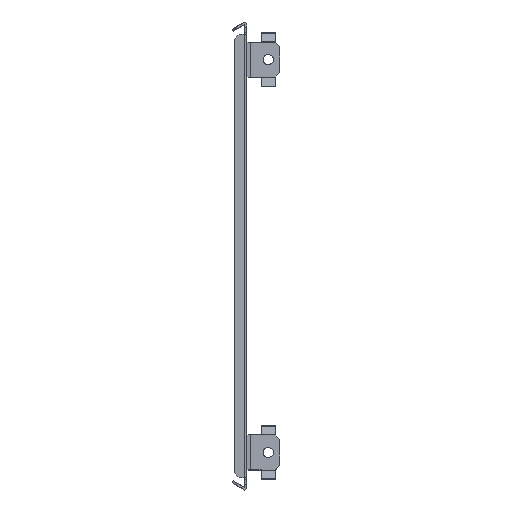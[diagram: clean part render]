
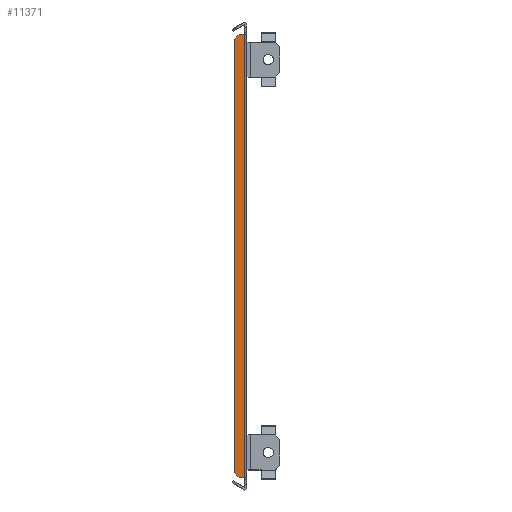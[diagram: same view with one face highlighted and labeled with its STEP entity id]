
A CAD part, front view. The second image highlights one B-rep face of the part: STEP entity #11371.
In plain terms, the highlighted planar face has unit normal (0, -1, 0).
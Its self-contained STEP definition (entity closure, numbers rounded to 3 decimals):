
#90 = EDGE_CURVE ( 'NONE', #23272, #11348, #9240, .T. ) ;
#340 = VECTOR ( 'NONE', #7946, 1000. ) ;
#526 = DIRECTION ( 'NONE',  ( 1., 0., 0. ) ) ;
#827 = EDGE_LOOP ( 'NONE', ( #2699, #10626, #23834, #3467, #2217, #20690, #6962, #5972 ) ) ;
#1018 = VECTOR ( 'NONE', #15003, 1000. ) ;
#1856 = EDGE_CURVE ( 'NONE', #5550, #19841, #10502, .T. ) ;
#2217 = ORIENTED_EDGE ( 'NONE', *, *, #90, .T. ) ;
#2325 = CARTESIAN_POINT ( 'NONE',  ( -8., -353., 137.897 ) ) ;
#2699 = ORIENTED_EDGE ( 'NONE', *, *, #4026, .T. ) ;
#3004 = CARTESIAN_POINT ( 'NONE',  ( -2.5, -353., 140.897 ) ) ;
#3467 = ORIENTED_EDGE ( 'NONE', *, *, #8436, .F. ) ;
#4026 = EDGE_CURVE ( 'NONE', #19841, #13055, #13306, .T. ) ;
#4210 = AXIS2_PLACEMENT_3D ( 'NONE', #13542, #17376, #17774 ) ;
#4398 = DIRECTION ( 'NONE',  ( 0.707, 0., -0.707 ) ) ;
#5550 = VERTEX_POINT ( 'NONE', #11414 ) ;
#5972 = ORIENTED_EDGE ( 'NONE', *, *, #1856, .T. ) ;
#5982 = VERTEX_POINT ( 'NONE', #21098 ) ;
#6186 = CARTESIAN_POINT ( 'NONE',  ( 0., -353., 140.897 ) ) ;
#6188 = VECTOR ( 'NONE', #11522, 1000. ) ;
#6639 = LINE ( 'NONE', #14742, #1018 ) ;
#6833 = DIRECTION ( 'NONE',  ( -1., 0., 0. ) ) ;
#6962 = ORIENTED_EDGE ( 'NONE', *, *, #17755, .T. ) ;
#7381 = DIRECTION ( 'NONE',  ( 1., 0., 0. ) ) ;
#7710 = CARTESIAN_POINT ( 'NONE',  ( 0., -353., 140.897 ) ) ;
#7946 = DIRECTION ( 'NONE',  ( -0.707, 0., -0.707 ) ) ;
#8436 = EDGE_CURVE ( 'NONE', #23272, #17975, #9175, .T. ) ;
#8571 = VECTOR ( 'NONE', #9691, 1000. ) ;
#8849 = CARTESIAN_POINT ( 'NONE',  ( 0., -353., 140.897 ) ) ;
#8919 = CARTESIAN_POINT ( 'NONE',  ( 0., -353., -140.897 ) ) ;
#9017 = CARTESIAN_POINT ( 'NONE',  ( -5., -353., 140.897 ) ) ;
#9175 = LINE ( 'NONE', #7710, #8571 ) ;
#9240 = LINE ( 'NONE', #8849, #26017 ) ;
#9443 = VECTOR ( 'NONE', #7381, 1000. ) ;
#9494 = CARTESIAN_POINT ( 'NONE',  ( -2.5, -353., -140.897 ) ) ;
#9691 = DIRECTION ( 'NONE',  ( 1., 0., 0. ) ) ;
#10122 = CARTESIAN_POINT ( 'NONE',  ( -72.948, -353., -72.948 ) ) ;
#10317 = EDGE_CURVE ( 'NONE', #11348, #10443, #15906, .T. ) ;
#10443 = VERTEX_POINT ( 'NONE', #2325 ) ;
#10502 = LINE ( 'NONE', #10122, #17217 ) ;
#10626 = ORIENTED_EDGE ( 'NONE', *, *, #22373, .T. ) ;
#11348 = VERTEX_POINT ( 'NONE', #9017 ) ;
#11371 = ADVANCED_FACE ( 'NONE', ( #23774 ), #15914, .F. ) ;
#11414 = CARTESIAN_POINT ( 'NONE',  ( -8., -353., -137.897 ) ) ;
#11522 = DIRECTION ( 'NONE',  ( 0., 0., -1. ) ) ;
#11746 = LINE ( 'NONE', #9494, #9443 ) ;
#12657 = VECTOR ( 'NONE', #526, 1000. ) ;
#13055 = VERTEX_POINT ( 'NONE', #21467 ) ;
#13306 = LINE ( 'NONE', #8919, #12657 ) ;
#13526 = CARTESIAN_POINT ( 'NONE',  ( -8., -353., 0. ) ) ;
#13542 = CARTESIAN_POINT ( 'NONE',  ( 0., -353., 0. ) ) ;
#14222 = CARTESIAN_POINT ( 'NONE',  ( -5., -353., -140.897 ) ) ;
#14742 = CARTESIAN_POINT ( 'NONE',  ( 0., -353., 0. ) ) ;
#15003 = DIRECTION ( 'NONE',  ( 0., 0., 1. ) ) ;
#15906 = LINE ( 'NONE', #24027, #340 ) ;
#15914 = PLANE ( 'NONE',  #4210 ) ;
#17217 = VECTOR ( 'NONE', #4398, 1000. ) ;
#17257 = EDGE_CURVE ( 'NONE', #5982, #17975, #6639, .T. ) ;
#17376 = DIRECTION ( 'NONE',  ( 0., 1., 0. ) ) ;
#17755 = EDGE_CURVE ( 'NONE', #10443, #5550, #21215, .T. ) ;
#17774 = DIRECTION ( 'NONE',  ( -1., 0., 0. ) ) ;
#17975 = VERTEX_POINT ( 'NONE', #6186 ) ;
#19841 = VERTEX_POINT ( 'NONE', #14222 ) ;
#20690 = ORIENTED_EDGE ( 'NONE', *, *, #10317, .T. ) ;
#21098 = CARTESIAN_POINT ( 'NONE',  ( 0., -353., -140.897 ) ) ;
#21215 = LINE ( 'NONE', #13526, #6188 ) ;
#21467 = CARTESIAN_POINT ( 'NONE',  ( -2.5, -353., -140.897 ) ) ;
#22373 = EDGE_CURVE ( 'NONE', #13055, #5982, #11746, .T. ) ;
#23272 = VERTEX_POINT ( 'NONE', #3004 ) ;
#23774 = FACE_OUTER_BOUND ( 'NONE', #827, .T. ) ;
#23834 = ORIENTED_EDGE ( 'NONE', *, *, #17257, .T. ) ;
#24027 = CARTESIAN_POINT ( 'NONE',  ( -72.948, -353., 72.948 ) ) ;
#26017 = VECTOR ( 'NONE', #6833, 1000. ) ;
